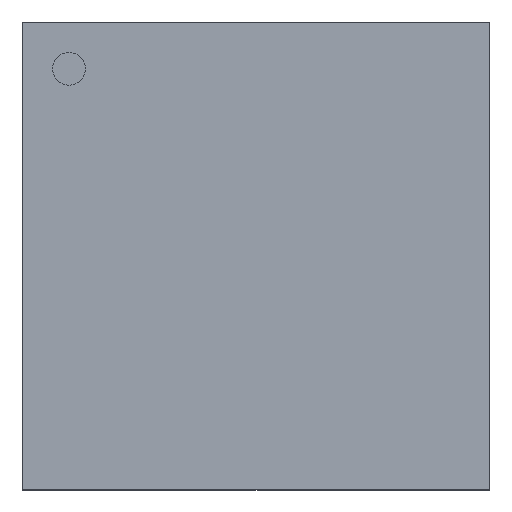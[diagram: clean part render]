
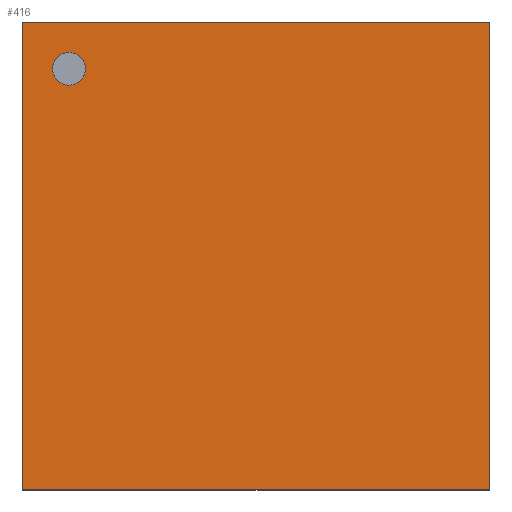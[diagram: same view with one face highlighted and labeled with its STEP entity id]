
A CAD part, top view. The second image highlights one B-rep face of the part: STEP entity #416.
In plain terms, the highlighted planar face has unit normal (0, 0, 1).
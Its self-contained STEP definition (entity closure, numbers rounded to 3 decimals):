
#416=ADVANCED_FACE('',(#817,#818),#819,.T.);
#817=FACE_BOUND('',#1219,.T.);
#818=FACE_OUTER_BOUND('',#1220,.T.);
#819=PLANE('',#1221);
#1219=EDGE_LOOP('',(#2326,#2327));
#1220=EDGE_LOOP('',(#2328,#2329,#2330,#2331));
#1221=AXIS2_PLACEMENT_3D('',#2332,#2333,#2334);
#2326=ORIENTED_EDGE('',*,*,#2609,.T.);
#2327=ORIENTED_EDGE('',*,*,#2604,.T.);
#2328=ORIENTED_EDGE('',*,*,#2813,.T.);
#2329=ORIENTED_EDGE('',*,*,#2827,.T.);
#2330=ORIENTED_EDGE('',*,*,#2828,.T.);
#2331=ORIENTED_EDGE('',*,*,#2805,.T.);
#2332=CARTESIAN_POINT('',(4.788,2.164,0.9));
#2333=DIRECTION('',(0.0,0.0,1.0));
#2334=DIRECTION('',(1.0,0.0,0.0));
#2604=EDGE_CURVE('',#3162,#3159,#3163,.T.);
#2609=EDGE_CURVE('',#3159,#3162,#3169,.T.);
#2805=EDGE_CURVE('',#3469,#3467,#3470,.T.);
#2813=EDGE_CURVE('',#3467,#3479,#3481,.T.);
#2827=EDGE_CURVE('',#3479,#3496,#3497,.T.);
#2828=EDGE_CURVE('',#3496,#3469,#3498,.T.);
#3159=VERTEX_POINT('',#3962);
#3162=VERTEX_POINT('',#3966);
#3163=CIRCLE('',#3967,0.07);
#3169=CIRCLE('',#3974,0.07);
#3467=VERTEX_POINT('',#4397);
#3469=VERTEX_POINT('',#4400);
#3470=LINE('',#4401,#4402);
#3479=VERTEX_POINT('',#4416);
#3481=LINE('',#4419,#4420);
#3496=VERTEX_POINT('',#4443);
#3497=LINE('',#4444,#4445);
#3498=LINE('',#4446,#4447);
#3962=CARTESIAN_POINT('',(4.058,2.964,0.9));
#3966=CARTESIAN_POINT('',(3.918,2.964,0.9));
#3967=AXIS2_PLACEMENT_3D('',#4648,#4649,#4650);
#3974=AXIS2_PLACEMENT_3D('',#4658,#4659,#4660);
#4397=CARTESIAN_POINT('',(3.788,1.164,0.9));
#4400=CARTESIAN_POINT('',(3.788,3.164,0.9));
#4401=CARTESIAN_POINT('',(3.788,3.164,0.9));
#4402=VECTOR('',#4847,1.0);
#4416=CARTESIAN_POINT('',(5.788,1.164,0.9));
#4419=CARTESIAN_POINT('',(3.788,1.164,0.9));
#4420=VECTOR('',#4854,1.0);
#4443=CARTESIAN_POINT('',(5.788,3.164,0.9));
#4444=CARTESIAN_POINT('',(5.788,1.164,0.9));
#4445=VECTOR('',#4863,1.0);
#4446=CARTESIAN_POINT('',(5.788,3.164,0.9));
#4447=VECTOR('',#4864,1.0);
#4648=CARTESIAN_POINT('',(3.988,2.964,0.9));
#4649=DIRECTION('',(0.0,0.0,-1.0));
#4650=DIRECTION('',(1.0,0.0,0.0));
#4658=CARTESIAN_POINT('',(3.988,2.964,0.9));
#4659=DIRECTION('',(0.0,0.0,-1.0));
#4660=DIRECTION('',(1.0,0.0,0.0));
#4847=DIRECTION('',(0.0,-1.0,0.0));
#4854=DIRECTION('',(1.0,0.0,0.0));
#4863=DIRECTION('',(0.0,1.0,0.0));
#4864=DIRECTION('',(-1.0,0.0,0.0));
